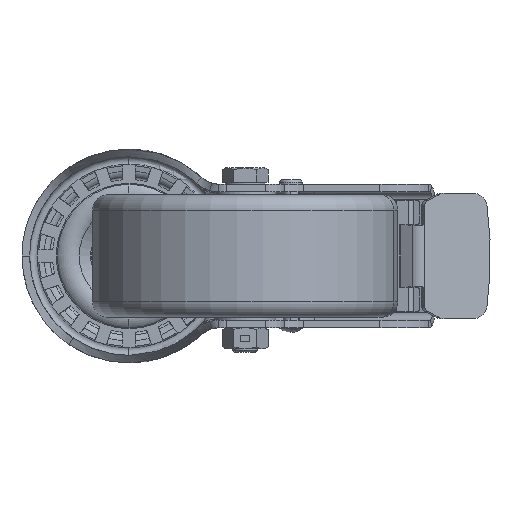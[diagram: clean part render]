
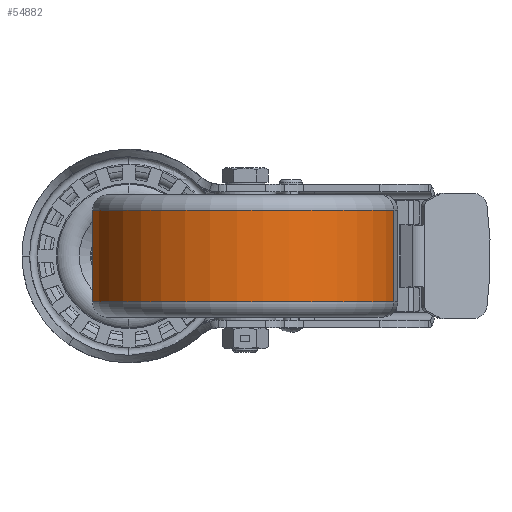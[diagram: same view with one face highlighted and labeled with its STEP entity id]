
A CAD part, front view. The second image highlights one B-rep face of the part: STEP entity #54882.
In plain terms, the highlighted cylindrical face has radius 50 mm (diameter 100 mm), a partial arc.
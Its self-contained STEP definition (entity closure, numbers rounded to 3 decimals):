
#3611 = CIRCLE ( 'NONE', #11787, 50. ) ;
#4039 = ORIENTED_EDGE ( 'NONE', *, *, #31995, .F. ) ;
#6394 = CARTESIAN_POINT ( 'NONE',  ( 38., -76., 40.585 ) ) ;
#7692 = CARTESIAN_POINT ( 'NONE',  ( -10.685, -64.608, 15. ) ) ;
#9054 = DIRECTION ( 'NONE',  ( 0., 0., 1. ) ) ;
#9846 = CARTESIAN_POINT ( 'NONE',  ( -10.685, -64.608, -15. ) ) ;
#10849 = LINE ( 'NONE', #27641, #40529 ) ;
#11487 = DIRECTION ( 'NONE',  ( 0.974, -0.228, 0. ) ) ;
#11787 = AXIS2_PLACEMENT_3D ( 'NONE', #44171, #48747, #47629 ) ;
#12220 = DIRECTION ( 'NONE',  ( 0., 0., -1. ) ) ;
#12823 = EDGE_LOOP ( 'NONE', ( #4039, #45401, #30942, #25629 ) ) ;
#14050 = VERTEX_POINT ( 'NONE', #7692 ) ;
#15401 = DIRECTION ( 'NONE',  ( -0.974, 0.228, 0. ) ) ;
#17956 = LINE ( 'NONE', #43571, #35240 ) ;
#20206 = CIRCLE ( 'NONE', #40292, 50. ) ;
#25629 = ORIENTED_EDGE ( 'NONE', *, *, #50981, .T. ) ;
#27641 = CARTESIAN_POINT ( 'NONE',  ( 86.685, -87.392, 40.585 ) ) ;
#28003 = FACE_OUTER_BOUND ( 'NONE', #12823, .T. ) ;
#28074 = VERTEX_POINT ( 'NONE', #54891 ) ;
#30731 = EDGE_CURVE ( 'NONE', #28074, #45314, #10849, .T. ) ;
#30942 = ORIENTED_EDGE ( 'NONE', *, *, #30731, .T. ) ;
#31939 = AXIS2_PLACEMENT_3D ( 'NONE', #6394, #46045, #11487 ) ;
#31995 = EDGE_CURVE ( 'NONE', #44290, #14050, #17956, .T. ) ;
#35240 = VECTOR ( 'NONE', #9054, 1000. ) ;
#35789 = CYLINDRICAL_SURFACE ( 'NONE', #31939, 50. ) ;
#40292 = AXIS2_PLACEMENT_3D ( 'NONE', #54816, #12220, #15401 ) ;
#40319 = CARTESIAN_POINT ( 'NONE',  ( 86.685, -87.392, 15. ) ) ;
#40529 = VECTOR ( 'NONE', #41665, 1000. ) ;
#41665 = DIRECTION ( 'NONE',  ( 0., 0., 1. ) ) ;
#43571 = CARTESIAN_POINT ( 'NONE',  ( -10.685, -64.608, 40.585 ) ) ;
#44171 = CARTESIAN_POINT ( 'NONE',  ( 38., -76., -15. ) ) ;
#44290 = VERTEX_POINT ( 'NONE', #9846 ) ;
#45314 = VERTEX_POINT ( 'NONE', #40319 ) ;
#45401 = ORIENTED_EDGE ( 'NONE', *, *, #56088, .T. ) ;
#46045 = DIRECTION ( 'NONE',  ( 0., 0., 1. ) ) ;
#47629 = DIRECTION ( 'NONE',  ( 0.974, -0.228, 0. ) ) ;
#48747 = DIRECTION ( 'NONE',  ( 0., 0., 1. ) ) ;
#50981 = EDGE_CURVE ( 'NONE', #45314, #14050, #20206, .T. ) ;
#54816 = CARTESIAN_POINT ( 'NONE',  ( 38., -76., 15. ) ) ;
#54882 = ADVANCED_FACE ( 'NONE', ( #28003 ), #35789, .T. ) ;
#54891 = CARTESIAN_POINT ( 'NONE',  ( 86.685, -87.392, -15. ) ) ;
#56088 = EDGE_CURVE ( 'NONE', #44290, #28074, #3611, .T. ) ;
